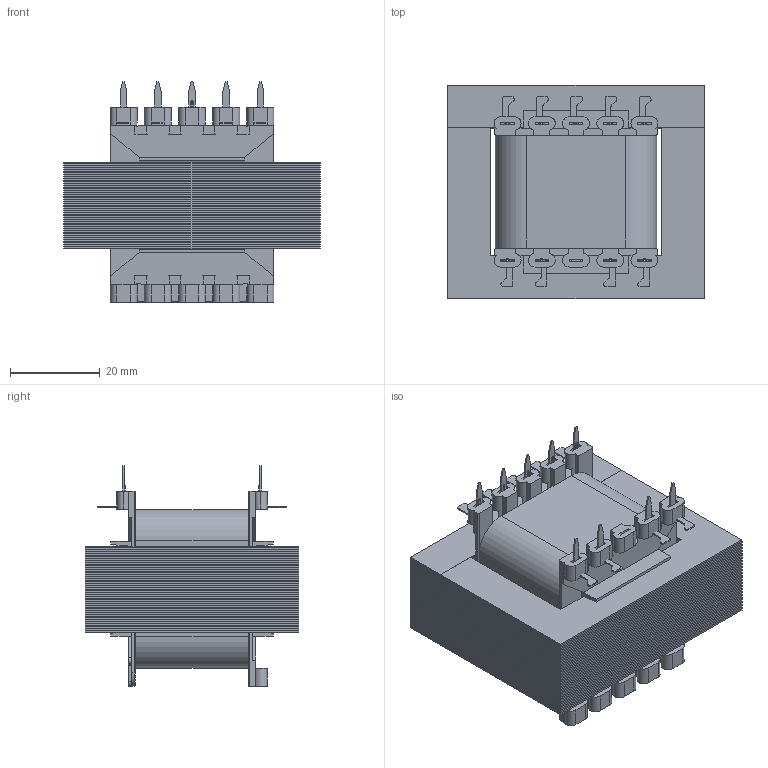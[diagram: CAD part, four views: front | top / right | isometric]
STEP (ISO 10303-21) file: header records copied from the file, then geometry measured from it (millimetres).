
FILE_DESCRIPTION (( 'STEP AP214' ), '1' );
FILE_NAME ('VTX-LOUT5.STEP', '2025-04-09T19:04:17', ( '' ), ( '' ), 'SwSTEP 2.0', 'SolidWorks 2024', '' );
FILE_SCHEMA (( 'AUTOMOTIVE_DESIGN' ));
Length unit declared in the file: millimetre
Products named in the file (6): 35 x 3-4 inch S0200 Bobbin; E UK35; Terminal Pin 903 Bent; VTX-LOUT5; I UK35; EI UK35 Windings
Assembly tree (107 placements, depth 2):
  VTX-LOUT5
    35 x 3-4 inch S0200 Bobbin
    E UK35  x48
    I UK35  x48
    Terminal Pin 903 Bent  x9
    EI UK35 Windings
Bounding box: 57 x 47.5 x 49.14 mm (x, y, z)
Volume: 65906.3 mm3; surface area: 234900.3 mm2
Topology: 107 solids, 107 shells, 1733 faces, 4442 edges, 2932 vertices
Faces by surface type: plane 1473, cylinder 213, torus 38, bspline 9
Entity records: 14315 total; most frequent: CARTESIAN_POINT 2478, DIRECTION 2408, ORIENTED_EDGE 2340, EDGE_CURVE 1170, LINE 960, VECTOR 960, VERTEX_POINT 772, AXIS2_PLACEMENT_3D 724
